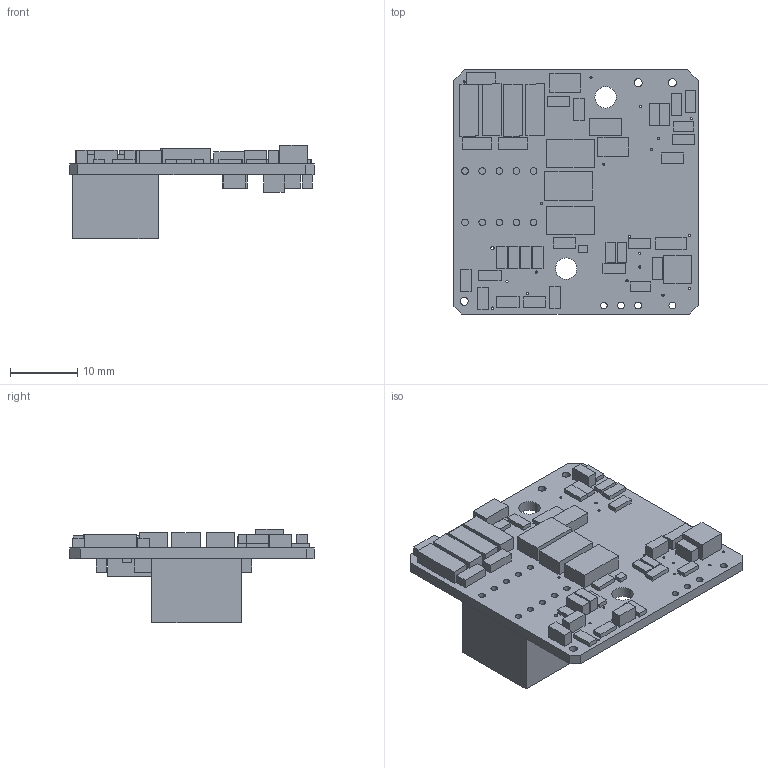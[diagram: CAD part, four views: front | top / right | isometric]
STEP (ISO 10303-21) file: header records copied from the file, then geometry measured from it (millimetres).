
FILE_DESCRIPTION (( 'STEP AP214' ), '1' );
FILE_NAME ('OpenGeiger1.STEP', '2019-04-29T22:22:25', ( '' ), ( '' ), 'SwSTEP 2.0', 'SolidWorks 2016', '' );
FILE_SCHEMA (( 'AUTOMOTIVE_DESIGN' ));
Length unit declared in the file: millimetre
Products named in the file (1): OpenGeiger1
Bounding box: 36.2 x 36.2 x 13.89 mm (x, y, z)
Volume: 4437.8 mm3; surface area: 5664.8 mm2
Topology: 54 solids, 54 shells, 406 faces, 894 edges, 596 vertices
Faces by surface type: plane 328, cylinder 78
Entity records: 15349 total; most frequent: CARTESIAN_POINT 1897, DIRECTION 1864, ORIENTED_EDGE 1788, EDGE_CURVE 894, VECTOR 738, LINE 738, VERTEX_POINT 596, AXIS2_PLACEMENT_3D 563
